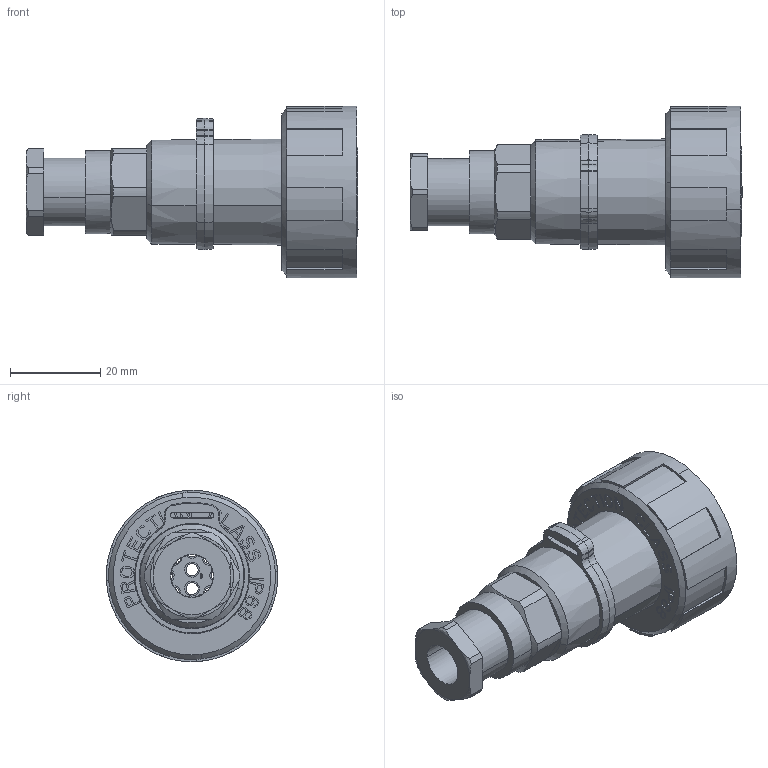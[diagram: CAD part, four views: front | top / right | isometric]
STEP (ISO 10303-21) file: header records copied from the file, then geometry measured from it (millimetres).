
FILE_DESCRIPTION(('STEP AP242'),'1');
FILE_NAME('px0728-p.stp','2024-04-03T19:41:33',('TraceParts'),('TraceParts S.A.'),'Spatial InterOp 3D',' ',' ');
FILE_SCHEMA(('AP242_MANAGED_MODEL_BASED_3D_ENGINEERING_MIM_LF {1 0 10303 442 1 1 4}'));
Length unit declared in the file: millimetre
Products named in the file (1): px0728-p_1
Bounding box: 73.5 x 37.96 x 37.96 mm (x, y, z)
Volume: 22623.1 mm3; surface area: 22181.1 mm2
Topology: 2 solids, 2 shells, 1473 faces, 4233 edges, 2848 vertices
Faces by surface type: plane 1258, cylinder 141, cone 47, bspline 27
Entity records: 70732 total; most frequent: CARTESIAN_POINT 22669, ORIENTED_EDGE 8466, DIRECTION 7402, EDGE_CURVE 4233, LINE 3580, VECTOR 3580, VERTEX_POINT 2848, AXIS2_PLACEMENT_3D 1911
